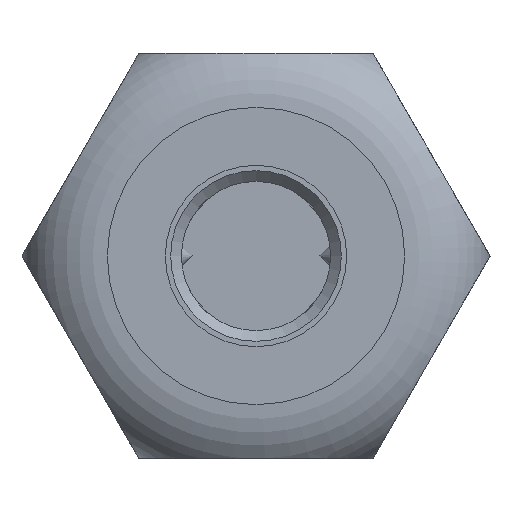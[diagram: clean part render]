
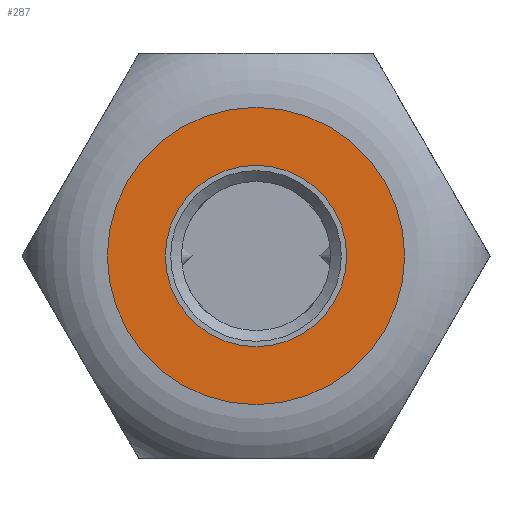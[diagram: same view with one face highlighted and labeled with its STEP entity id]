
A CAD part, left-side view. The second image highlights one B-rep face of the part: STEP entity #287.
In plain terms, the highlighted face is planar.
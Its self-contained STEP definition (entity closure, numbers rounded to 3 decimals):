
#287 = ADVANCED_FACE ( 'NONE', ( #2625, #15689 ), #16438, .T. ) ;
#1802 = ORIENTED_EDGE ( 'NONE', *, *, #8177, .F. ) ;
#2625 = FACE_BOUND ( 'NONE', #12177, .T. ) ;
#3630 = AXIS2_PLACEMENT_3D ( 'NONE', #14007, #11505, #16734 ) ;
#4467 = CARTESIAN_POINT ( 'NONE',  ( 0., 0., 45. ) ) ;
#5509 = CIRCLE ( 'NONE', #8560, 6.97 ) ;
#5709 = VERTEX_POINT ( 'NONE', #13569 ) ;
#6266 = DIRECTION ( 'NONE',  ( 0., 0., 1. ) ) ;
#7591 = ORIENTED_EDGE ( 'NONE', *, *, #11330, .F. ) ;
#8177 = EDGE_CURVE ( 'NONE', #9688, #9688, #5509, .T. ) ;
#8560 = AXIS2_PLACEMENT_3D ( 'NONE', #4467, #11583, #14258 ) ;
#9688 = VERTEX_POINT ( 'NONE', #10886 ) ;
#10886 = CARTESIAN_POINT ( 'NONE',  ( -6.97, 0., 45. ) ) ;
#11330 = EDGE_CURVE ( 'NONE', #5709, #5709, #14373, .T. ) ;
#11505 = DIRECTION ( 'NONE',  ( 0., 0., 1. ) ) ;
#11583 = DIRECTION ( 'NONE',  ( 0., 0., -1. ) ) ;
#11905 = DIRECTION ( 'NONE',  ( 1., 0., 0. ) ) ;
#12177 = EDGE_LOOP ( 'NONE', ( #7591 ) ) ;
#13569 = CARTESIAN_POINT ( 'NONE',  ( 4.25, 0., 45. ) ) ;
#14007 = CARTESIAN_POINT ( 'NONE',  ( 0., 0., 45. ) ) ;
#14258 = DIRECTION ( 'NONE',  ( -1., 0., 0. ) ) ;
#14373 = CIRCLE ( 'NONE', #16060, 4.25 ) ;
#14622 = CARTESIAN_POINT ( 'NONE',  ( 0., 0., 45. ) ) ;
#15405 = EDGE_LOOP ( 'NONE', ( #1802 ) ) ;
#15689 = FACE_OUTER_BOUND ( 'NONE', #15405, .T. ) ;
#16060 = AXIS2_PLACEMENT_3D ( 'NONE', #14622, #6266, #11905 ) ;
#16438 = PLANE ( 'NONE',  #3630 ) ;
#16734 = DIRECTION ( 'NONE',  ( 1., 0., 0. ) ) ;
